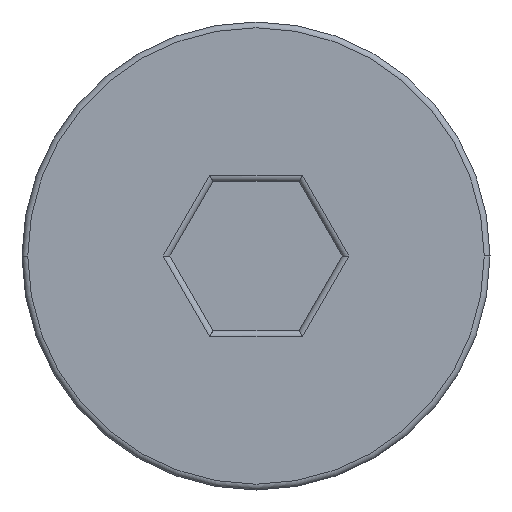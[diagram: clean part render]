
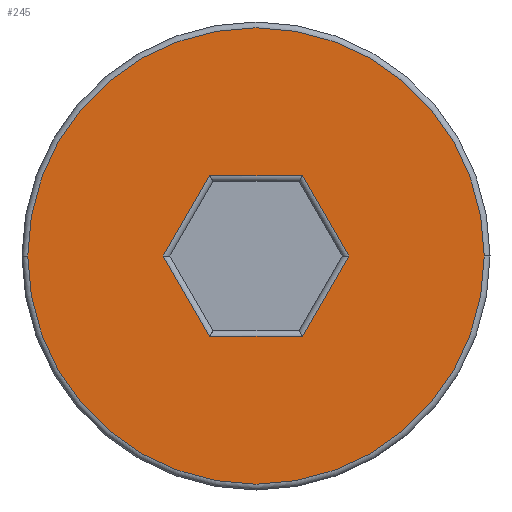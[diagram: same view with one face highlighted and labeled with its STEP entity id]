
A CAD part, left-side view. The second image highlights one B-rep face of the part: STEP entity #245.
In plain terms, the highlighted planar face has unit normal (-1, 0, 0).
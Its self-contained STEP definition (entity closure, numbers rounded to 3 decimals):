
#8 = CARTESIAN_POINT ( 'NONE',  ( -20., -0.797, -1.38 ) ) ;
#245 = ADVANCED_FACE ( 'NONE', ( #1934, #672 ), #804, .F. ) ;
#251 = DIRECTION ( 'NONE',  ( 0., -0.5, -0.866 ) ) ;
#255 = CARTESIAN_POINT ( 'NONE',  ( -20., 0., 1.38 ) ) ;
#280 = CARTESIAN_POINT ( 'NONE',  ( -20., 1.593, 0. ) ) ;
#302 = CARTESIAN_POINT ( 'NONE',  ( -20., -1.195, 0.69 ) ) ;
#319 = CARTESIAN_POINT ( 'NONE',  ( -20., 0., -1.38 ) ) ;
#448 = CARTESIAN_POINT ( 'NONE',  ( -20., -1.593, 0. ) ) ;
#600 = CARTESIAN_POINT ( 'NONE',  ( -20., -3.919, 0. ) ) ;
#672 = FACE_OUTER_BOUND ( 'NONE', #2252, .T. ) ;
#686 = ORIENTED_EDGE ( 'NONE', *, *, #1614, .T. ) ;
#687 = VECTOR ( 'NONE', #1868, 1000. ) ;
#749 = VECTOR ( 'NONE', #893, 1000. ) ;
#793 = LINE ( 'NONE', #2237, #749 ) ;
#804 = PLANE ( 'NONE',  #1069 ) ;
#857 = ORIENTED_EDGE ( 'NONE', *, *, #1098, .T. ) ;
#893 = DIRECTION ( 'NONE',  ( 0., 0.5, -0.866 ) ) ;
#905 = LINE ( 'NONE', #1060, #687 ) ;
#913 = DIRECTION ( 'NONE',  ( 0., 1., 0. ) ) ;
#951 = CARTESIAN_POINT ( 'NONE',  ( -20., 0., 0. ) ) ;
#957 = ORIENTED_EDGE ( 'NONE', *, *, #2147, .T. ) ;
#1038 = EDGE_CURVE ( 'NONE', #2515, #2617, #1043, .T. ) ;
#1043 = LINE ( 'NONE', #319, #2323 ) ;
#1060 = CARTESIAN_POINT ( 'NONE',  ( -20., 1.195, -0.69 ) ) ;
#1069 = AXIS2_PLACEMENT_3D ( 'NONE', #1584, #2682, #2957 ) ;
#1098 = EDGE_CURVE ( 'NONE', #3319, #2982, #1726, .T. ) ;
#1180 = DIRECTION ( 'NONE',  ( -1., 0., 0. ) ) ;
#1257 = VERTEX_POINT ( 'NONE', #280 ) ;
#1391 = CARTESIAN_POINT ( 'NONE',  ( -20., -0.797, 1.38 ) ) ;
#1452 = CARTESIAN_POINT ( 'NONE',  ( -20., 0.797, -1.38 ) ) ;
#1526 = DIRECTION ( 'NONE',  ( 0., 1., 0. ) ) ;
#1549 = DIRECTION ( 'NONE',  ( -1., 0., 0. ) ) ;
#1584 = CARTESIAN_POINT ( 'NONE',  ( -20., 0., 0. ) ) ;
#1597 = DIRECTION ( 'NONE',  ( 0., -1., 0. ) ) ;
#1614 = EDGE_CURVE ( 'NONE', #2982, #2287, #3180, .T. ) ;
#1658 = EDGE_LOOP ( 'NONE', ( #3366, #2715, #3090, #1946, #857, #686 ) ) ;
#1726 = LINE ( 'NONE', #255, #3183 ) ;
#1868 = DIRECTION ( 'NONE',  ( 0., 0.5, 0.866 ) ) ;
#1925 = VECTOR ( 'NONE', #251, 1000. ) ;
#1934 = FACE_BOUND ( 'NONE', #1658, .T. ) ;
#1946 = ORIENTED_EDGE ( 'NONE', *, *, #2250, .T. ) ;
#1954 = EDGE_CURVE ( 'NONE', #2622, #2473, #3254, .T. ) ;
#1970 = VECTOR ( 'NONE', #2082, 1000. ) ;
#2082 = DIRECTION ( 'NONE',  ( 0., -0.5, 0.866 ) ) ;
#2147 = EDGE_CURVE ( 'NONE', #2473, #2622, #3297, .T. ) ;
#2220 = LINE ( 'NONE', #3139, #1970 ) ;
#2237 = CARTESIAN_POINT ( 'NONE',  ( -20., -1.195, -0.69 ) ) ;
#2250 = EDGE_CURVE ( 'NONE', #1257, #3319, #2220, .T. ) ;
#2252 = EDGE_LOOP ( 'NONE', ( #957, #2625 ) ) ;
#2287 = VERTEX_POINT ( 'NONE', #448 ) ;
#2303 = AXIS2_PLACEMENT_3D ( 'NONE', #951, #1180, #913 ) ;
#2323 = VECTOR ( 'NONE', #2492, 1000. ) ;
#2411 = CARTESIAN_POINT ( 'NONE',  ( -20., 0.797, 1.38 ) ) ;
#2473 = VERTEX_POINT ( 'NONE', #2641 ) ;
#2492 = DIRECTION ( 'NONE',  ( 0., 1., 0. ) ) ;
#2515 = VERTEX_POINT ( 'NONE', #8 ) ;
#2613 = EDGE_CURVE ( 'NONE', #2287, #2515, #793, .T. ) ;
#2617 = VERTEX_POINT ( 'NONE', #1452 ) ;
#2622 = VERTEX_POINT ( 'NONE', #600 ) ;
#2625 = ORIENTED_EDGE ( 'NONE', *, *, #1954, .T. ) ;
#2641 = CARTESIAN_POINT ( 'NONE',  ( -20., 3.919, 0. ) ) ;
#2682 = DIRECTION ( 'NONE',  ( 1., 0., 0. ) ) ;
#2715 = ORIENTED_EDGE ( 'NONE', *, *, #1038, .T. ) ;
#2912 = EDGE_CURVE ( 'NONE', #2617, #1257, #905, .T. ) ;
#2957 = DIRECTION ( 'NONE',  ( 0., 1., 0. ) ) ;
#2982 = VERTEX_POINT ( 'NONE', #1391 ) ;
#3090 = ORIENTED_EDGE ( 'NONE', *, *, #2912, .T. ) ;
#3116 = AXIS2_PLACEMENT_3D ( 'NONE', #3382, #1549, #1526 ) ;
#3139 = CARTESIAN_POINT ( 'NONE',  ( -20., 1.195, 0.69 ) ) ;
#3180 = LINE ( 'NONE', #302, #1925 ) ;
#3183 = VECTOR ( 'NONE', #1597, 1000. ) ;
#3254 = CIRCLE ( 'NONE', #2303, 3.919 ) ;
#3297 = CIRCLE ( 'NONE', #3116, 3.919 ) ;
#3319 = VERTEX_POINT ( 'NONE', #2411 ) ;
#3366 = ORIENTED_EDGE ( 'NONE', *, *, #2613, .T. ) ;
#3382 = CARTESIAN_POINT ( 'NONE',  ( -20., 0., 0. ) ) ;
